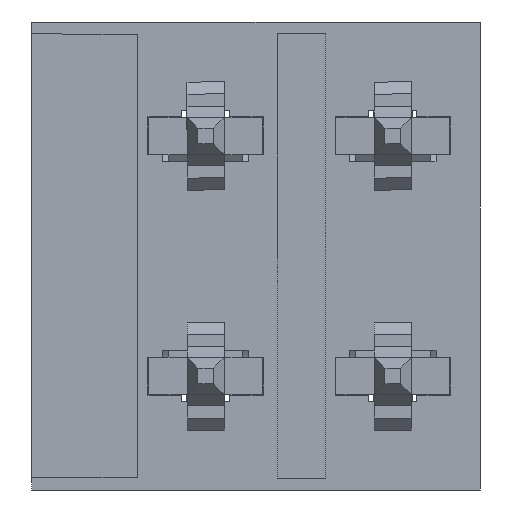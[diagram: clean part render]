
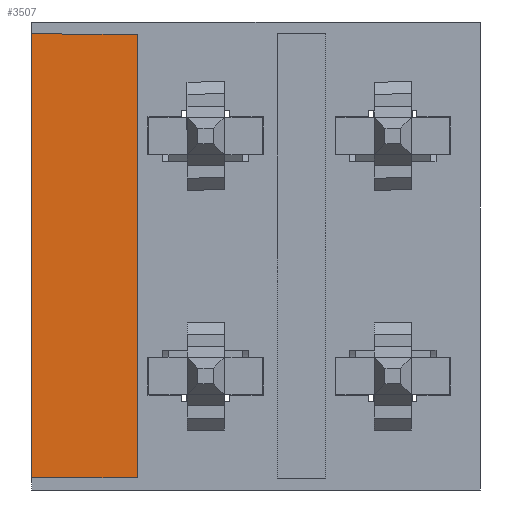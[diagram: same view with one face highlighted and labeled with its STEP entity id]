
A CAD part, front view. The second image highlights one B-rep face of the part: STEP entity #3507.
In plain terms, the highlighted planar face has unit normal (0, -1, 0).
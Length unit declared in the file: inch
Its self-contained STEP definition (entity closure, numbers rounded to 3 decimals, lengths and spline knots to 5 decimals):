
#111 = CARTESIAN_POINT ( 'NONE',  ( 0., -0.035, 0. ) ) ;
#289 = LINE ( 'NONE', #2300, #4733 ) ;
#356 = CARTESIAN_POINT ( 'NONE',  ( -0.187, -0.035, 0.195 ) ) ;
#364 = ORIENTED_EDGE ( 'NONE', *, *, #5135, .F. ) ;
#553 = FACE_OUTER_BOUND ( 'NONE', #1266, .T. ) ;
#904 = LINE ( 'NONE', #356, #1965 ) ;
#950 = CARTESIAN_POINT ( 'NONE',  ( -0.099, -0.035, 0.185 ) ) ;
#1061 = ORIENTED_EDGE ( 'NONE', *, *, #1489, .F. ) ;
#1159 = DIRECTION ( 'NONE',  ( 0., 1., 0. ) ) ;
#1189 = DIRECTION ( 'NONE',  ( -1., 0., 0. ) ) ;
#1241 = CARTESIAN_POINT ( 'NONE',  ( -0.187, -0.035, -0.185 ) ) ;
#1266 = EDGE_LOOP ( 'NONE', ( #2380, #4877, #364, #1061 ) ) ;
#1270 = DIRECTION ( 'NONE',  ( 1., 0., 0. ) ) ;
#1359 = VERTEX_POINT ( 'NONE', #1241 ) ;
#1371 = LINE ( 'NONE', #3965, #1919 ) ;
#1489 = EDGE_CURVE ( 'NONE', #6596, #1615, #289, .T. ) ;
#1497 = EDGE_CURVE ( 'NONE', #2895, #6596, #1371, .T. ) ;
#1615 = VERTEX_POINT ( 'NONE', #3012 ) ;
#1828 = DIRECTION ( 'NONE',  ( 0., 0., -1. ) ) ;
#1898 = DIRECTION ( 'NONE',  ( 0., 0., -1. ) ) ;
#1919 = VECTOR ( 'NONE', #1270, 39.37008 ) ;
#1965 = VECTOR ( 'NONE', #1828, 39.37008 ) ;
#2300 = CARTESIAN_POINT ( 'NONE',  ( -0.099, -0.035, 0. ) ) ;
#2380 = ORIENTED_EDGE ( 'NONE', *, *, #1497, .F. ) ;
#2537 = CARTESIAN_POINT ( 'NONE',  ( -0.187, -0.035, 0.185 ) ) ;
#2783 = LINE ( 'NONE', #4314, #2976 ) ;
#2895 = VERTEX_POINT ( 'NONE', #2537 ) ;
#2976 = VECTOR ( 'NONE', #1189, 39.37008 ) ;
#3012 = CARTESIAN_POINT ( 'NONE',  ( -0.099, -0.035, -0.185 ) ) ;
#3507 = ADVANCED_FACE ( 'NONE', ( #553 ), #4663, .F. ) ;
#3576 = DIRECTION ( 'NONE',  ( 0., 0., 1. ) ) ;
#3965 = CARTESIAN_POINT ( 'NONE',  ( 0., -0.035, 0.185 ) ) ;
#4314 = CARTESIAN_POINT ( 'NONE',  ( 0., -0.035, -0.185 ) ) ;
#4663 = PLANE ( 'NONE',  #5539 ) ;
#4733 = VECTOR ( 'NONE', #1898, 39.37008 ) ;
#4877 = ORIENTED_EDGE ( 'NONE', *, *, #5711, .T. ) ;
#5135 = EDGE_CURVE ( 'NONE', #1615, #1359, #2783, .T. ) ;
#5539 = AXIS2_PLACEMENT_3D ( 'NONE', #111, #1159, #3576 ) ;
#5711 = EDGE_CURVE ( 'NONE', #2895, #1359, #904, .T. ) ;
#6596 = VERTEX_POINT ( 'NONE', #950 ) ;
